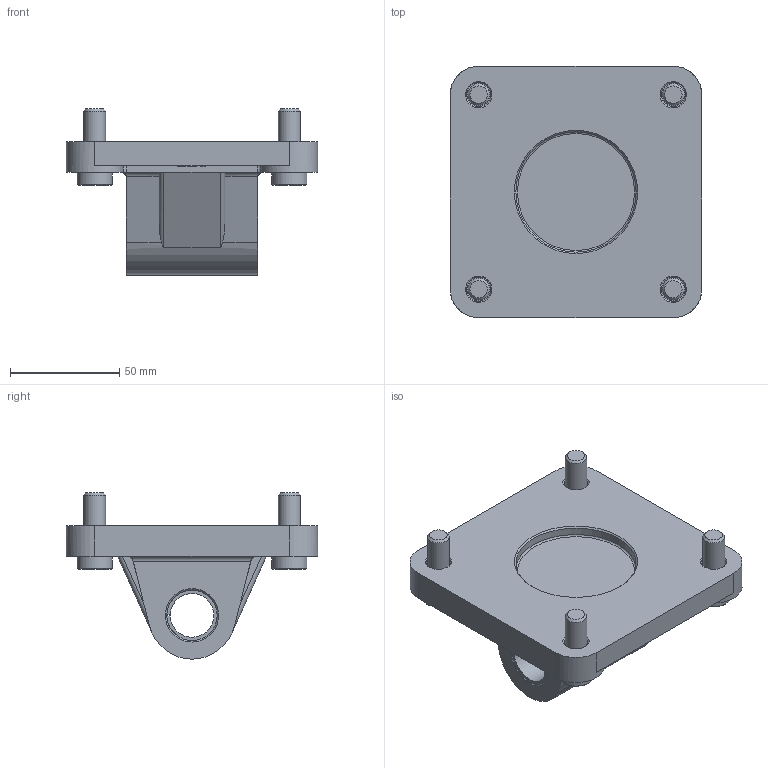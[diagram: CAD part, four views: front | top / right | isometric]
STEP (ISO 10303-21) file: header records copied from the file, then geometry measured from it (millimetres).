
FILE_DESCRIPTION((''),'2;1');
FILE_NAME('CERM100X.stp','2014-09-25T14:44:05',('pc6'),(''),'Autodesk Inventor 2011','Autodesk Inventor 2011','');
FILE_SCHEMA(('AUTOMOTIVE_DESIGN { 1 0 10303 214 1 1 1 1 }'));
Length unit declared in the file: millimetre
Products named in the file (4): CERM100X; CERM100X_1; BUSSOLA_CERF100X; VM1025
Assembly tree (7 placements, depth 2):
  CERM100X
    CERM100X_1
    BUSSOLA_CERF100X  x2
    VM1025  x4
Bounding box: 115 x 115 x 76 mm (x, y, z)
Volume: 271877 mm3; surface area: 58917.1 mm2
Topology: 7 solids, 7 shells, 294 faces, 730 edges, 476 vertices
Faces by surface type: plane 163, bspline 58, cylinder 41, cone 31, torus 1
Full cylindrical faces by diameter (mm): 10 x4, 11 x4, 16 x4, 18 x4, 23 x1, 55 x1
Entity records: 7284 total; most frequent: CARTESIAN_POINT 2172, ORIENTED_EDGE 1070, DIRECTION 854, EDGE_CURVE 535, VERTEX_POINT 371, VECTOR 308, LINE 308, EDGE_LOOP 290
